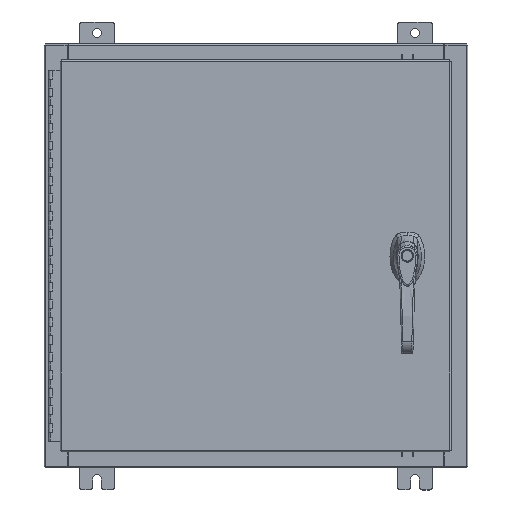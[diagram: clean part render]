
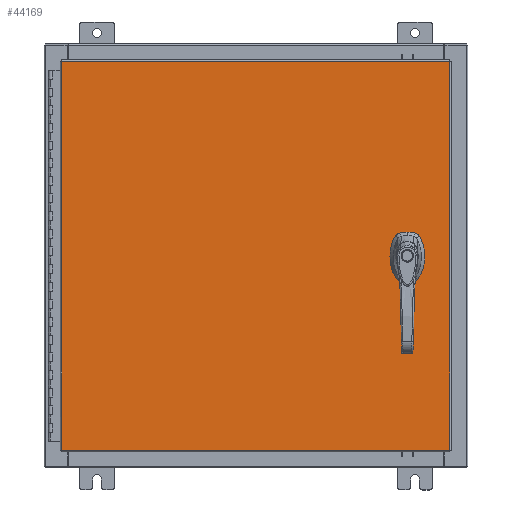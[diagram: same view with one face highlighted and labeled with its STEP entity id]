
A CAD part, top view. The second image highlights one B-rep face of the part: STEP entity #44169.
In plain terms, the highlighted planar face has unit normal (0, 0, 1).
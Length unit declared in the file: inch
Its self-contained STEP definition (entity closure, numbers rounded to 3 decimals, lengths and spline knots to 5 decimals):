
#1116 = VERTEX_POINT ( 'NONE', #1573 ) ;
#1573 = CARTESIAN_POINT ( 'NONE',  ( 8.77823, 0.403, 0. ) ) ;
#1699 = EDGE_CURVE ( 'NONE', #14262, #81093, #25530, .T. ) ;
#2102 = FACE_BOUND ( 'NONE', #107534, .T. ) ;
#2912 = EDGE_CURVE ( 'NONE', #65010, #79416, #61085, .T. ) ;
#5578 = CARTESIAN_POINT ( 'NONE',  ( 8.37777, 0.403, 0. ) ) ;
#6310 = ORIENTED_EDGE ( 'NONE', *, *, #65466, .F. ) ;
#6438 = DIRECTION ( 'NONE',  ( 0., 0., 1. ) ) ;
#7013 = CARTESIAN_POINT ( 'NONE',  ( 8.981, 0., 0. ) ) ;
#7263 = DIRECTION ( 'NONE',  ( 1., 0., 0. ) ) ;
#7842 = LINE ( 'NONE', #58196, #51728 ) ;
#8312 = VECTOR ( 'NONE', #96290, 39.37008 ) ;
#8516 = DIRECTION ( 'NONE',  ( 0., -1., 0. ) ) ;
#10070 = EDGE_CURVE ( 'NONE', #11386, #81093, #42309, .T. ) ;
#11386 = VERTEX_POINT ( 'NONE', #39316 ) ;
#12153 = EDGE_CURVE ( 'NONE', #79416, #66660, #69442, .T. ) ;
#14262 = VERTEX_POINT ( 'NONE', #65390 ) ;
#14465 = VECTOR ( 'NONE', #35221, 39.37008 ) ;
#16019 = EDGE_CURVE ( 'NONE', #88827, #50975, #7842, .T. ) ;
#17211 = LINE ( 'NONE', #43680, #14465 ) ;
#19035 = EDGE_CURVE ( 'NONE', #94194, #82885, #60984, .T. ) ;
#20457 = CARTESIAN_POINT ( 'NONE',  ( 8.578, 0., 0. ) ) ;
#21467 = DIRECTION ( 'NONE',  ( 0., 0., 1. ) ) ;
#23183 = AXIS2_PLACEMENT_3D ( 'NONE', #58971, #6438, #67762 ) ;
#23284 = DIRECTION ( 'NONE',  ( 0., -1., 0. ) ) ;
#25530 = LINE ( 'NONE', #7013, #92750 ) ;
#26111 = CARTESIAN_POINT ( 'NONE',  ( 10.9903, 11.0063, 0. ) ) ;
#27249 = EDGE_LOOP ( 'NONE', ( #78101, #39561 ) ) ;
#27299 = CARTESIAN_POINT ( 'NONE',  ( 0., -0.403, 0. ) ) ;
#29269 = DIRECTION ( 'NONE',  ( 1., 0., 0. ) ) ;
#29799 = AXIS2_PLACEMENT_3D ( 'NONE', #112289, #59790, #7263 ) ;
#32073 = ORIENTED_EDGE ( 'NONE', *, *, #10070, .F. ) ;
#32157 = LINE ( 'NONE', #47892, #99354 ) ;
#34696 = VERTEX_POINT ( 'NONE', #35690 ) ;
#34733 = DIRECTION ( 'NONE',  ( 0., 0., 1. ) ) ;
#35221 = DIRECTION ( 'NONE',  ( 0., 1., 0. ) ) ;
#35573 = LINE ( 'NONE', #27299, #56138 ) ;
#35690 = CARTESIAN_POINT ( 'NONE',  ( 10.9903, -11.0063, 0. ) ) ;
#37759 = VECTOR ( 'NONE', #47482, 39.37008 ) ;
#39316 = CARTESIAN_POINT ( 'NONE',  ( 8.77823, -0.403, 0. ) ) ;
#39561 = ORIENTED_EDGE ( 'NONE', *, *, #19035, .F. ) ;
#41243 = CARTESIAN_POINT ( 'NONE',  ( -10.9903, -11.0063, 0. ) ) ;
#41484 = CARTESIAN_POINT ( 'NONE',  ( 8.4065, -1.338, 0. ) ) ;
#42309 = CIRCLE ( 'NONE', #29799, 0.45 ) ;
#43349 = PLANE ( 'NONE',  #106984 ) ;
#43680 = CARTESIAN_POINT ( 'NONE',  ( 10.9903, -11.0063, 0. ) ) ;
#44169 = ADVANCED_FACE ( 'NONE', ( #95365, #92603, #2102 ), #43349, .F. ) ;
#47135 = LINE ( 'NONE', #41243, #93742 ) ;
#47482 = DIRECTION ( 'NONE',  ( 0., -1., 0. ) ) ;
#47838 = CARTESIAN_POINT ( 'NONE',  ( 8.175, 0., 0. ) ) ;
#47892 = CARTESIAN_POINT ( 'NONE',  ( 0., 0.403, 0. ) ) ;
#48110 = CIRCLE ( 'NONE', #104255, 0.45 ) ;
#48629 = CARTESIAN_POINT ( 'NONE',  ( 8.578, 0., 0. ) ) ;
#50034 = DIRECTION ( 'NONE',  ( 1., 0., 0. ) ) ;
#50481 = AXIS2_PLACEMENT_3D ( 'NONE', #87275, #34733, #96085 ) ;
#50717 = ORIENTED_EDGE ( 'NONE', *, *, #80009, .F. ) ;
#50975 = VERTEX_POINT ( 'NONE', #72595 ) ;
#51450 = ORIENTED_EDGE ( 'NONE', *, *, #86231, .T. ) ;
#51728 = VECTOR ( 'NONE', #23284, 39.37008 ) ;
#52137 = DIRECTION ( 'NONE',  ( -1., 0., 0. ) ) ;
#54691 = ORIENTED_EDGE ( 'NONE', *, *, #107932, .F. ) ;
#56138 = VECTOR ( 'NONE', #62199, 39.37008 ) ;
#57445 = DIRECTION ( 'NONE',  ( 1., 0., 0. ) ) ;
#58196 = CARTESIAN_POINT ( 'NONE',  ( -10.9903, 11.0063, 0. ) ) ;
#58515 = ORIENTED_EDGE ( 'NONE', *, *, #71205, .T. ) ;
#58971 = CARTESIAN_POINT ( 'NONE',  ( 8.578, -1.338, 0. ) ) ;
#59790 = DIRECTION ( 'NONE',  ( 0., 0., 1. ) ) ;
#60984 = CIRCLE ( 'NONE', #23183, 0.1715 ) ;
#61085 = LINE ( 'NONE', #47838, #37759 ) ;
#62199 = DIRECTION ( 'NONE',  ( 1., 0., 0. ) ) ;
#62342 = CARTESIAN_POINT ( 'NONE',  ( 8.175, 0.20023, 0. ) ) ;
#62365 = ORIENTED_EDGE ( 'NONE', *, *, #109048, .F. ) ;
#63220 = ORIENTED_EDGE ( 'NONE', *, *, #1699, .T. ) ;
#63717 = CARTESIAN_POINT ( 'NONE',  ( -10.9903, 11.0063, 0. ) ) ;
#63956 = ORIENTED_EDGE ( 'NONE', *, *, #2912, .F. ) ;
#65010 = VERTEX_POINT ( 'NONE', #62342 ) ;
#65390 = CARTESIAN_POINT ( 'NONE',  ( 8.981, 0.20023, 0. ) ) ;
#65466 = EDGE_CURVE ( 'NONE', #66660, #11386, #35573, .T. ) ;
#66660 = VERTEX_POINT ( 'NONE', #67021 ) ;
#67021 = CARTESIAN_POINT ( 'NONE',  ( 8.37777, -0.403, 0. ) ) ;
#67748 = VERTEX_POINT ( 'NONE', #74320 ) ;
#67762 = DIRECTION ( 'NONE',  ( 1., 0., 0. ) ) ;
#69442 = CIRCLE ( 'NONE', #50481, 0.45 ) ;
#71205 = EDGE_CURVE ( 'NONE', #34696, #67748, #17211, .T. ) ;
#72595 = CARTESIAN_POINT ( 'NONE',  ( -10.9903, -11.0063, 0. ) ) ;
#73992 = CARTESIAN_POINT ( 'NONE',  ( 8.578, -1.338, 0. ) ) ;
#74147 = CIRCLE ( 'NONE', #89540, 0.1715 ) ;
#74320 = CARTESIAN_POINT ( 'NONE',  ( 10.9903, 11.0063, 0. ) ) ;
#78101 = ORIENTED_EDGE ( 'NONE', *, *, #84491, .F. ) ;
#78193 = CARTESIAN_POINT ( 'NONE',  ( 0., 0., 0. ) ) ;
#79271 = AXIS2_PLACEMENT_3D ( 'NONE', #48629, #109942, #57445 ) ;
#79416 = VERTEX_POINT ( 'NONE', #85639 ) ;
#80009 = EDGE_CURVE ( 'NONE', #1116, #107076, #32157, .T. ) ;
#81093 = VERTEX_POINT ( 'NONE', #108574 ) ;
#81809 = DIRECTION ( 'NONE',  ( 0., 0., 1. ) ) ;
#82822 = DIRECTION ( 'NONE',  ( 1., 0., 0. ) ) ;
#82885 = VERTEX_POINT ( 'NONE', #85030 ) ;
#83053 = ORIENTED_EDGE ( 'NONE', *, *, #16019, .T. ) ;
#83371 = EDGE_LOOP ( 'NONE', ( #83561, #58515, #51450, #83053 ) ) ;
#83561 = ORIENTED_EDGE ( 'NONE', *, *, #106145, .T. ) ;
#84491 = EDGE_CURVE ( 'NONE', #82885, #94194, #74147, .T. ) ;
#85030 = CARTESIAN_POINT ( 'NONE',  ( 8.7495, -1.338, 0. ) ) ;
#85639 = CARTESIAN_POINT ( 'NONE',  ( 8.175, -0.20023, 0. ) ) ;
#86231 = EDGE_CURVE ( 'NONE', #67748, #88827, #98840, .T. ) ;
#87275 = CARTESIAN_POINT ( 'NONE',  ( 8.578, 0., 0. ) ) ;
#88827 = VERTEX_POINT ( 'NONE', #63717 ) ;
#89540 = AXIS2_PLACEMENT_3D ( 'NONE', #73992, #21467, #82822 ) ;
#90805 = CIRCLE ( 'NONE', #79271, 0.45 ) ;
#92603 = FACE_OUTER_BOUND ( 'NONE', #83371, .T. ) ;
#92750 = VECTOR ( 'NONE', #8516, 39.37008 ) ;
#93103 = ORIENTED_EDGE ( 'NONE', *, *, #12153, .F. ) ;
#93742 = VECTOR ( 'NONE', #50034, 39.37008 ) ;
#94194 = VERTEX_POINT ( 'NONE', #41484 ) ;
#95365 = FACE_BOUND ( 'NONE', #27249, .T. ) ;
#96085 = DIRECTION ( 'NONE',  ( 1., 0., 0. ) ) ;
#96290 = DIRECTION ( 'NONE',  ( -1., 0., 0. ) ) ;
#98840 = LINE ( 'NONE', #26111, #8312 ) ;
#99354 = VECTOR ( 'NONE', #109199, 39.37008 ) ;
#104255 = AXIS2_PLACEMENT_3D ( 'NONE', #20457, #81809, #29269 ) ;
#104617 = DIRECTION ( 'NONE',  ( 0., 0., -1. ) ) ;
#106145 = EDGE_CURVE ( 'NONE', #50975, #34696, #47135, .T. ) ;
#106984 = AXIS2_PLACEMENT_3D ( 'NONE', #78193, #104617, #52137 ) ;
#107076 = VERTEX_POINT ( 'NONE', #5578 ) ;
#107534 = EDGE_LOOP ( 'NONE', ( #63220, #32073, #6310, #93103, #63956, #62365, #50717, #54691 ) ) ;
#107932 = EDGE_CURVE ( 'NONE', #14262, #1116, #90805, .T. ) ;
#108574 = CARTESIAN_POINT ( 'NONE',  ( 8.981, -0.20023, 0. ) ) ;
#109048 = EDGE_CURVE ( 'NONE', #107076, #65010, #48110, .T. ) ;
#109199 = DIRECTION ( 'NONE',  ( -1., 0., 0. ) ) ;
#109942 = DIRECTION ( 'NONE',  ( 0., 0., 1. ) ) ;
#112289 = CARTESIAN_POINT ( 'NONE',  ( 8.578, 0., 0. ) ) ;
